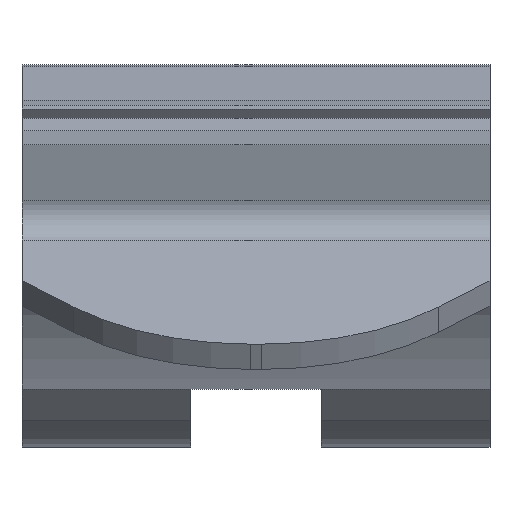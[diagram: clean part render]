
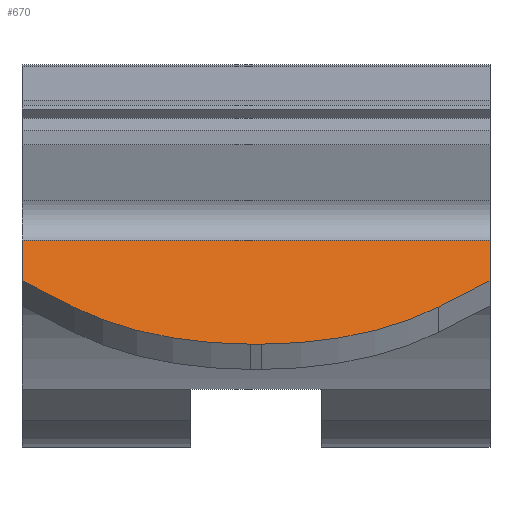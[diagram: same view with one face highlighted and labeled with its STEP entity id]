
A CAD part, top view. The second image highlights one B-rep face of the part: STEP entity #670.
In plain terms, the highlighted planar face has unit normal (0, 0.861, 0.509).
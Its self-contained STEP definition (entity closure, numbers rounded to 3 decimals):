
#9 = EDGE_CURVE ( 'NONE', #163, #1721, #74, .T. ) ;
#10 = CARTESIAN_POINT ( 'NONE',  ( 0.373, -35.546, 44.99 ) ) ;
#27 = DIRECTION ( 'NONE',  ( 0., 0.509, -0.861 ) ) ;
#36 = DIRECTION ( 'NONE',  ( 0., 0.861, 0.509 ) ) ;
#37 = VECTOR ( 'NONE', #27, 1000. ) ;
#60 = CARTESIAN_POINT ( 'NONE',  ( -15., -6.609, -3.911 ) ) ;
#69 = CARTESIAN_POINT ( 'NONE',  ( 11.686, -41.308, 54.726 ) ) ;
#71 = CARTESIAN_POINT ( 'NONE',  ( 31.768, -43.694, 58.759 ) ) ;
#74 = LINE ( 'NONE', #1611, #367 ) ;
#163 = VERTEX_POINT ( 'NONE', #511 ) ;
#188 = ORIENTED_EDGE ( 'NONE', *, *, #472, .T. ) ;
#200 = ORIENTED_EDGE ( 'NONE', *, *, #1525, .F. ) ;
#208 = CIRCLE ( 'NONE', #1580, 16. ) ;
#256 = PLANE ( 'NONE',  #1416 ) ;
#258 = LINE ( 'NONE', #1082, #304 ) ;
#304 = VECTOR ( 'NONE', #532, 1000. ) ;
#314 = LINE ( 'NONE', #343, #729 ) ;
#343 = CARTESIAN_POINT ( 'NONE',  ( 15., -39.62, 51.875 ) ) ;
#363 = LINE ( 'NONE', #71, #1457 ) ;
#367 = VECTOR ( 'NONE', #1237, 1000. ) ;
#390 = DIRECTION ( 'NONE',  ( -1., 0., 0. ) ) ;
#409 = EDGE_LOOP ( 'NONE', ( #1308, #634, #1555, #768, #451, #200, #188, #673 ) ) ;
#422 = EDGE_CURVE ( 'NONE', #163, #484, #442, .T. ) ;
#442 = LINE ( 'NONE', #1036, #1619 ) ;
#451 = ORIENTED_EDGE ( 'NONE', *, *, #1054, .T. ) ;
#472 = EDGE_CURVE ( 'NONE', #920, #1104, #208, .T. ) ;
#484 = VERTEX_POINT ( 'NONE', #1187 ) ;
#511 = CARTESIAN_POINT ( 'NONE',  ( 15., -37.014, 47.471 ) ) ;
#532 = DIRECTION ( 'NONE',  ( 0.707, -0.36, 0.609 ) ) ;
#596 = CARTESIAN_POINT ( 'NONE',  ( -0.373, -35.546, 44.99 ) ) ;
#634 = ORIENTED_EDGE ( 'NONE', *, *, #422, .T. ) ;
#670 = ADVANCED_FACE ( 'NONE', ( #1844 ), #256, .F. ) ;
#673 = ORIENTED_EDGE ( 'NONE', *, *, #1285, .T. ) ;
#708 = CARTESIAN_POINT ( 'NONE',  ( -11.686, -41.308, 54.726 ) ) ;
#729 = VECTOR ( 'NONE', #1779, 1000. ) ;
#737 = DIRECTION ( 'NONE',  ( 0., 0.861, 0.509 ) ) ;
#747 = LINE ( 'NONE', #60, #37 ) ;
#768 = ORIENTED_EDGE ( 'NONE', *, *, #1144, .T. ) ;
#827 = CARTESIAN_POINT ( 'NONE',  ( -15., -39.62, 51.875 ) ) ;
#835 = CARTESIAN_POINT ( 'NONE',  ( 31.768, -6.609, -3.911 ) ) ;
#870 = DIRECTION ( 'NONE',  ( 0., 0.509, -0.861 ) ) ;
#920 = VERTEX_POINT ( 'NONE', #1666 ) ;
#982 = DIRECTION ( 'NONE',  ( 0., -0.861, -0.509 ) ) ;
#1007 = EDGE_CURVE ( 'NONE', #1074, #484, #747, .T. ) ;
#1036 = CARTESIAN_POINT ( 'NONE',  ( -15., -37.014, 47.471 ) ) ;
#1054 = EDGE_CURVE ( 'NONE', #1636, #1788, #1470, .T. ) ;
#1074 = VERTEX_POINT ( 'NONE', #827 ) ;
#1082 = CARTESIAN_POINT ( 'NONE',  ( -15., -39.62, 51.875 ) ) ;
#1104 = VERTEX_POINT ( 'NONE', #69 ) ;
#1144 = EDGE_CURVE ( 'NONE', #1074, #1636, #258, .T. ) ;
#1187 = CARTESIAN_POINT ( 'NONE',  ( -15., -37.014, 47.471 ) ) ;
#1196 = DIRECTION ( 'NONE',  ( -1., 0., 0. ) ) ;
#1202 = CARTESIAN_POINT ( 'NONE',  ( -0.373, -43.694, 58.759 ) ) ;
#1222 = DIRECTION ( 'NONE',  ( 0., 0.509, -0.861 ) ) ;
#1237 = DIRECTION ( 'NONE',  ( 0., -0.509, 0.861 ) ) ;
#1285 = EDGE_CURVE ( 'NONE', #1104, #1721, #314, .T. ) ;
#1308 = ORIENTED_EDGE ( 'NONE', *, *, #9, .F. ) ;
#1416 = AXIS2_PLACEMENT_3D ( 'NONE', #835, #982, #870 ) ;
#1457 = VECTOR ( 'NONE', #390, 1000. ) ;
#1464 = DIRECTION ( 'NONE',  ( 0., 0.509, -0.861 ) ) ;
#1470 = CIRCLE ( 'NONE', #1752, 16. ) ;
#1517 = CARTESIAN_POINT ( 'NONE',  ( 15., -39.62, 51.875 ) ) ;
#1525 = EDGE_CURVE ( 'NONE', #920, #1788, #363, .T. ) ;
#1555 = ORIENTED_EDGE ( 'NONE', *, *, #1007, .F. ) ;
#1580 = AXIS2_PLACEMENT_3D ( 'NONE', #10, #737, #1464 ) ;
#1611 = CARTESIAN_POINT ( 'NONE',  ( 15., -6.609, -3.911 ) ) ;
#1619 = VECTOR ( 'NONE', #1196, 1000. ) ;
#1636 = VERTEX_POINT ( 'NONE', #708 ) ;
#1666 = CARTESIAN_POINT ( 'NONE',  ( 0.373, -43.694, 58.759 ) ) ;
#1721 = VERTEX_POINT ( 'NONE', #1517 ) ;
#1752 = AXIS2_PLACEMENT_3D ( 'NONE', #596, #36, #1222 ) ;
#1779 = DIRECTION ( 'NONE',  ( 0.707, 0.36, -0.609 ) ) ;
#1788 = VERTEX_POINT ( 'NONE', #1202 ) ;
#1844 = FACE_OUTER_BOUND ( 'NONE', #409, .T. ) ;
